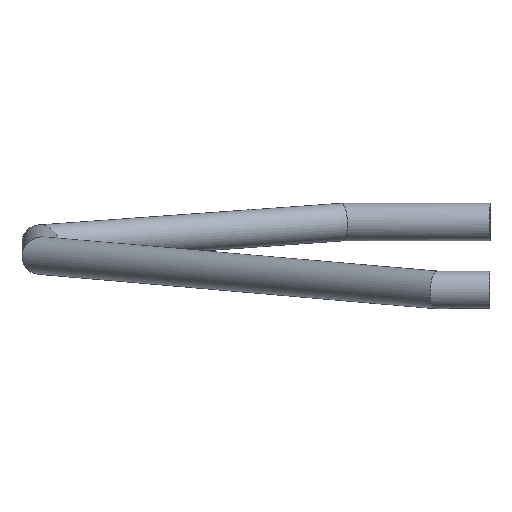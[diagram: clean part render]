
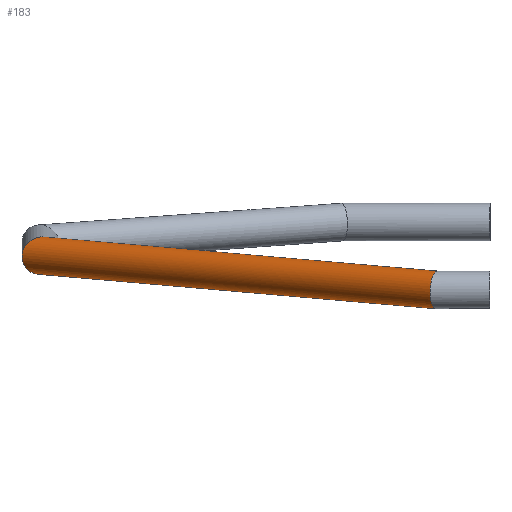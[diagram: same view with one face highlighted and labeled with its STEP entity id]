
A CAD part, left-side view. The second image highlights one B-rep face of the part: STEP entity #183.
In plain terms, the highlighted cylindrical face has radius 20 mm (diameter 40 mm), a full revolution.
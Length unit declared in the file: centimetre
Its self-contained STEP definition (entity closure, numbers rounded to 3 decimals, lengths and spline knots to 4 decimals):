
#29=FACE_BOUND('',#59,.T.);
#41=FACE_OUTER_BOUND('',#58,.T.);
#58=EDGE_LOOP('',(#144,#145));
#59=EDGE_LOOP('',(#146,#147));
#78=ELLIPSE('',#205,2.1029,2.);
#79=ELLIPSE('',#206,2.1029,2.);
#80=ELLIPSE('',#208,2.2447,2.);
#81=ELLIPSE('',#209,2.2447,2.);
#96=VERTEX_POINT('',#312);
#97=VERTEX_POINT('',#313);
#98=VERTEX_POINT('',#317);
#99=VERTEX_POINT('',#318);
#116=EDGE_CURVE('',#96,#97,#78,.T.);
#117=EDGE_CURVE('',#97,#96,#79,.T.);
#118=EDGE_CURVE('',#98,#99,#80,.T.);
#119=EDGE_CURVE('',#99,#98,#81,.T.);
#144=ORIENTED_EDGE('',*,*,#117,.F.);
#145=ORIENTED_EDGE('',*,*,#116,.F.);
#146=ORIENTED_EDGE('',*,*,#118,.T.);
#147=ORIENTED_EDGE('',*,*,#119,.T.);
#172=CYLINDRICAL_SURFACE('',#207,2.);
#183=ADVANCED_FACE('',(#41,#29),#172,.T.);
#205=AXIS2_PLACEMENT_3D('',#314,#252,#253);
#206=AXIS2_PLACEMENT_3D('',#315,#254,#255);
#207=AXIS2_PLACEMENT_3D('',#316,#256,#257);
#208=AXIS2_PLACEMENT_3D('',#319,#258,#259);
#209=AXIS2_PLACEMENT_3D('',#320,#260,#261);
#252=DIRECTION('center_axis',(-0.307,-0.951,-0.037));
#253=DIRECTION('ref_axis',(-0.944,0.309,-0.113));
#254=DIRECTION('center_axis',(-0.307,-0.951,-0.037));
#255=DIRECTION('ref_axis',(-0.944,0.309,-0.113));
#256=DIRECTION('center_axis',(-0.584,-0.809,-0.07));
#257=DIRECTION('ref_axis',(-0.803,0.588,-0.096));
#258=DIRECTION('center_axis',(-0.885,-0.454,-0.106));
#259=DIRECTION('ref_axis',(-0.451,0.891,-0.054));
#260=DIRECTION('center_axis',(-0.885,-0.454,-0.106));
#261=DIRECTION('ref_axis',(-0.451,0.891,-0.054));
#312=CARTESIAN_POINT('',(148.3883,10.,-46.1858));
#313=CARTESIAN_POINT('',(147.9117,10.,-42.2142));
#314=CARTESIAN_POINT('Origin',(148.15,10.,-44.2));
#315=CARTESIAN_POINT('Origin',(148.15,10.,-44.2));
#316=CARTESIAN_POINT('Origin',(148.15,10.,-44.2));
#317=CARTESIAN_POINT('',(178.2091,52.,-38.5786));
#318=CARTESIAN_POINT('',(178.6857,52.,-42.5501));
#319=CARTESIAN_POINT('Origin',(178.4474,52.,-40.5643));
#320=CARTESIAN_POINT('Origin',(178.4474,52.,-40.5643));
